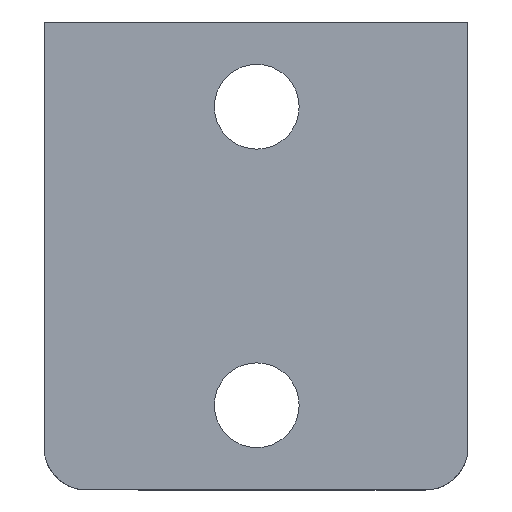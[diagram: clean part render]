
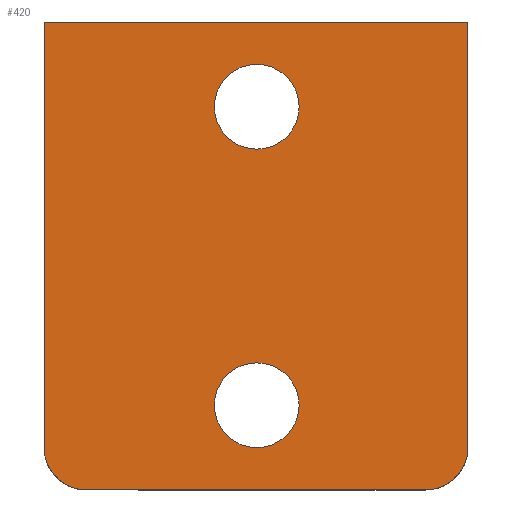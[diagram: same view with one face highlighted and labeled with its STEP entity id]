
A CAD part, front view. The second image highlights one B-rep face of the part: STEP entity #420.
In plain terms, the highlighted planar face has unit normal (0, -1, 0).
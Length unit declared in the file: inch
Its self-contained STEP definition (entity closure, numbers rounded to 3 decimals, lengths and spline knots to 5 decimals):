
#2 = EDGE_CURVE ( 'NONE', #154, #674, #605, .T. ) ;
#15 = CIRCLE ( 'NONE', #842, 0.25 ) ;
#27 = VERTEX_POINT ( 'NONE', #231 ) ;
#28 = FACE_BOUND ( 'NONE', #957, .T. ) ;
#41 = CIRCLE ( 'NONE', #696, 0.25 ) ;
#49 = DIRECTION ( 'NONE',  ( 0., 0., 1. ) ) ;
#53 = EDGE_CURVE ( 'NONE', #531, #711, #354, .T. ) ;
#66 = AXIS2_PLACEMENT_3D ( 'NONE', #1087, #372, #560 ) ;
#76 = CARTESIAN_POINT ( 'NONE',  ( 2.5, 0., 0. ) ) ;
#92 = DIRECTION ( 'NONE',  ( 0., 1., 0. ) ) ;
#112 = VECTOR ( 'NONE', #599, 39.37008 ) ;
#114 = CARTESIAN_POINT ( 'NONE',  ( 0., 0., -2.51 ) ) ;
#134 = EDGE_LOOP ( 'NONE', ( #476, #761, #412, #931, #675, #1023 ) ) ;
#154 = VERTEX_POINT ( 'NONE', #1079 ) ;
#163 = VERTEX_POINT ( 'NONE', #681 ) ;
#164 = CARTESIAN_POINT ( 'NONE',  ( 0., 0., 0. ) ) ;
#199 = AXIS2_PLACEMENT_3D ( 'NONE', #563, #636, #904 ) ;
#231 = CARTESIAN_POINT ( 'NONE',  ( 1.25452, 0., -0.74998 ) ) ;
#240 = CIRCLE ( 'NONE', #242, 0.25 ) ;
#242 = AXIS2_PLACEMENT_3D ( 'NONE', #250, #352, #715 ) ;
#250 = CARTESIAN_POINT ( 'NONE',  ( 1.25452, 0., -2.26 ) ) ;
#268 = DIRECTION ( 'NONE',  ( 0., -1., 0. ) ) ;
#298 = ORIENTED_EDGE ( 'NONE', *, *, #749, .T. ) ;
#319 = CARTESIAN_POINT ( 'NONE',  ( 0.25, 0., -2.76 ) ) ;
#325 = FACE_OUTER_BOUND ( 'NONE', #134, .T. ) ;
#352 = DIRECTION ( 'NONE',  ( 0., 1., 0. ) ) ;
#354 = LINE ( 'NONE', #549, #947 ) ;
#365 = DIRECTION ( 'NONE',  ( 0., 0., -1. ) ) ;
#372 = DIRECTION ( 'NONE',  ( 0., -1., 0. ) ) ;
#411 = EDGE_CURVE ( 'NONE', #639, #1182, #918, .T. ) ;
#412 = ORIENTED_EDGE ( 'NONE', *, *, #2, .F. ) ;
#418 = EDGE_CURVE ( 'NONE', #531, #674, #581, .T. ) ;
#420 = ADVANCED_FACE ( 'NONE', ( #1086, #28, #325 ), #1006, .T. ) ;
#457 = CARTESIAN_POINT ( 'NONE',  ( 1.25452, 0., -2.26 ) ) ;
#476 = ORIENTED_EDGE ( 'NONE', *, *, #53, .F. ) ;
#493 = CARTESIAN_POINT ( 'NONE',  ( 1.25452, 0., -0.49998 ) ) ;
#505 = EDGE_CURVE ( 'NONE', #601, #27, #41, .T. ) ;
#531 = VERTEX_POINT ( 'NONE', #114 ) ;
#549 = CARTESIAN_POINT ( 'NONE',  ( 0., 0., 0. ) ) ;
#551 = DIRECTION ( 'NONE',  ( 0., 0., 1. ) ) ;
#560 = DIRECTION ( 'NONE',  ( 0., 0., -1. ) ) ;
#563 = CARTESIAN_POINT ( 'NONE',  ( 0.25, 0., -2.51 ) ) ;
#568 = EDGE_CURVE ( 'NONE', #163, #1163, #240, .T. ) ;
#581 = CIRCLE ( 'NONE', #199, 0.25 ) ;
#584 = ORIENTED_EDGE ( 'NONE', *, *, #505, .T. ) ;
#594 = EDGE_LOOP ( 'NONE', ( #584, #298 ) ) ;
#599 = DIRECTION ( 'NONE',  ( 1., 0., 0. ) ) ;
#601 = VERTEX_POINT ( 'NONE', #956 ) ;
#604 = ORIENTED_EDGE ( 'NONE', *, *, #853, .T. ) ;
#605 = LINE ( 'NONE', #1131, #1126 ) ;
#621 = LINE ( 'NONE', #1159, #112 ) ;
#626 = EDGE_CURVE ( 'NONE', #711, #639, #621, .T. ) ;
#636 = DIRECTION ( 'NONE',  ( 0., -1., 0. ) ) ;
#639 = VERTEX_POINT ( 'NONE', #1043 ) ;
#660 = ORIENTED_EDGE ( 'NONE', *, *, #568, .T. ) ;
#674 = VERTEX_POINT ( 'NONE', #319 ) ;
#675 = ORIENTED_EDGE ( 'NONE', *, *, #411, .F. ) ;
#681 = CARTESIAN_POINT ( 'NONE',  ( 1.25452, 0., -2.51 ) ) ;
#694 = CARTESIAN_POINT ( 'NONE',  ( 2.5, 0., -2.51 ) ) ;
#696 = AXIS2_PLACEMENT_3D ( 'NONE', #961, #875, #966 ) ;
#711 = VERTEX_POINT ( 'NONE', #968 ) ;
#715 = DIRECTION ( 'NONE',  ( 0., 0., 1. ) ) ;
#736 = DIRECTION ( 'NONE',  ( 0., 0., -1. ) ) ;
#749 = EDGE_CURVE ( 'NONE', #27, #601, #928, .T. ) ;
#761 = ORIENTED_EDGE ( 'NONE', *, *, #418, .T. ) ;
#782 = VECTOR ( 'NONE', #736, 39.37008 ) ;
#787 = CARTESIAN_POINT ( 'NONE',  ( 1.25452, 0., -2.01 ) ) ;
#842 = AXIS2_PLACEMENT_3D ( 'NONE', #457, #1076, #551 ) ;
#853 = EDGE_CURVE ( 'NONE', #1163, #163, #15, .T. ) ;
#869 = DIRECTION ( 'NONE',  ( -1., 0., 0. ) ) ;
#875 = DIRECTION ( 'NONE',  ( 0., 1., 0. ) ) ;
#904 = DIRECTION ( 'NONE',  ( 0., 0., -1. ) ) ;
#918 = LINE ( 'NONE', #76, #782 ) ;
#928 = CIRCLE ( 'NONE', #1136, 0.25 ) ;
#931 = ORIENTED_EDGE ( 'NONE', *, *, #1038, .T. ) ;
#947 = VECTOR ( 'NONE', #49, 39.37008 ) ;
#956 = CARTESIAN_POINT ( 'NONE',  ( 1.25452, 0., -0.24998 ) ) ;
#957 = EDGE_LOOP ( 'NONE', ( #604, #660 ) ) ;
#961 = CARTESIAN_POINT ( 'NONE',  ( 1.25452, 0., -0.49998 ) ) ;
#966 = DIRECTION ( 'NONE',  ( 0., 0., 1. ) ) ;
#968 = CARTESIAN_POINT ( 'NONE',  ( 0., 0., 0. ) ) ;
#1005 = AXIS2_PLACEMENT_3D ( 'NONE', #164, #268, #365 ) ;
#1006 = PLANE ( 'NONE',  #1005 ) ;
#1014 = DIRECTION ( 'NONE',  ( 0., 0., 1. ) ) ;
#1023 = ORIENTED_EDGE ( 'NONE', *, *, #626, .F. ) ;
#1032 = CIRCLE ( 'NONE', #66, 0.25 ) ;
#1038 = EDGE_CURVE ( 'NONE', #154, #1182, #1032, .T. ) ;
#1043 = CARTESIAN_POINT ( 'NONE',  ( 2.5, 0., 0. ) ) ;
#1076 = DIRECTION ( 'NONE',  ( 0., 1., 0. ) ) ;
#1079 = CARTESIAN_POINT ( 'NONE',  ( 2.25, 0., -2.76 ) ) ;
#1086 = FACE_BOUND ( 'NONE', #594, .T. ) ;
#1087 = CARTESIAN_POINT ( 'NONE',  ( 2.25, 0., -2.51 ) ) ;
#1126 = VECTOR ( 'NONE', #869, 39.37008 ) ;
#1131 = CARTESIAN_POINT ( 'NONE',  ( 0., 0., -2.76 ) ) ;
#1136 = AXIS2_PLACEMENT_3D ( 'NONE', #493, #92, #1014 ) ;
#1159 = CARTESIAN_POINT ( 'NONE',  ( 0., 0., 0. ) ) ;
#1163 = VERTEX_POINT ( 'NONE', #787 ) ;
#1182 = VERTEX_POINT ( 'NONE', #694 ) ;
